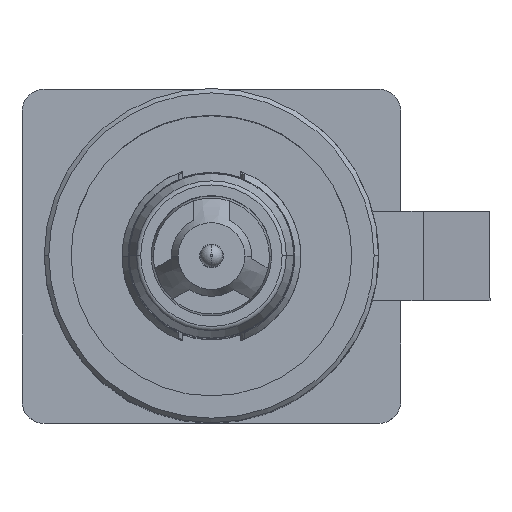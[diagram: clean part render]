
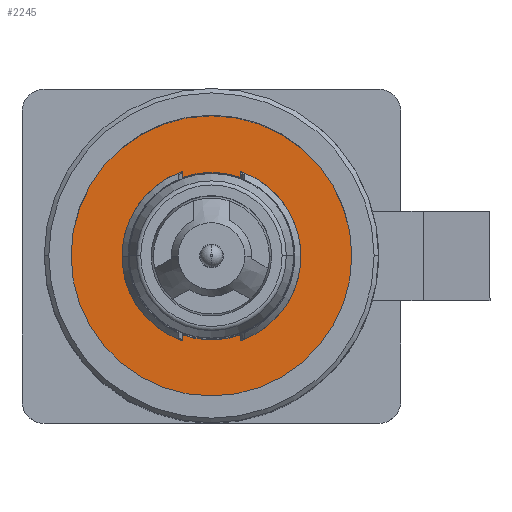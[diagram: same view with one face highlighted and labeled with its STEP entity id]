
A CAD part, top view. The second image highlights one B-rep face of the part: STEP entity #2245.
In plain terms, the highlighted planar face has unit normal (0, 0, 1).
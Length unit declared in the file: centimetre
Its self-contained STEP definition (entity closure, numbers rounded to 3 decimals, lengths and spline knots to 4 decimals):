
#299 = EDGE_CURVE ( 'NONE', #2702, #2355, #2805, .T. ) ;
#305 = AXIS2_PLACEMENT_3D ( 'NONE', #12837, #11515, #10291 ) ;
#798 = CARTESIAN_POINT ( 'NONE',  ( 0.065, 0.1902, 0.39 ) ) ;
#957 = VECTOR ( 'NONE', #14354, 100. ) ;
#999 = CARTESIAN_POINT ( 'NONE',  ( -0.315, 0., 0.39 ) ) ;
#1087 = VECTOR ( 'NONE', #15012, 100. ) ;
#1150 = CARTESIAN_POINT ( 'NONE',  ( -0.065, 0.1764, 0.39 ) ) ;
#1163 = LINE ( 'NONE', #2816, #2580 ) ;
#1362 = VERTEX_POINT ( 'NONE', #16710 ) ;
#1471 = CIRCLE ( 'NONE', #9348, 0.201 ) ;
#1501 = ORIENTED_EDGE ( 'NONE', *, *, #299, .T. ) ;
#1726 = ORIENTED_EDGE ( 'NONE', *, *, #16757, .T. ) ;
#2240 = DIRECTION ( 'NONE',  ( 0., 0., -1. ) ) ;
#2245 = ADVANCED_FACE ( 'NONE', ( #7308, #6070 ), #15101, .T. ) ;
#2355 = VERTEX_POINT ( 'NONE', #798 ) ;
#2580 = VECTOR ( 'NONE', #4061, 100. ) ;
#2585 = LINE ( 'NONE', #4915, #5304 ) ;
#2702 = VERTEX_POINT ( 'NONE', #13631 ) ;
#2739 = CARTESIAN_POINT ( 'NONE',  ( 0.065, -0.1902, 0.39 ) ) ;
#2805 = LINE ( 'NONE', #7807, #957 ) ;
#2816 = CARTESIAN_POINT ( 'NONE',  ( -0.065, -0.1764, 0.39 ) ) ;
#3062 = DIRECTION ( 'NONE',  ( -1., 0., 0. ) ) ;
#3243 = CARTESIAN_POINT ( 'NONE',  ( 0., 0., 0.39 ) ) ;
#3342 = EDGE_LOOP ( 'NONE', ( #1726, #11488 ) ) ;
#3370 = EDGE_CURVE ( 'NONE', #9546, #2702, #7295, .T. ) ;
#3547 = CARTESIAN_POINT ( 'NONE',  ( 0., 0., 0.39 ) ) ;
#3580 = CARTESIAN_POINT ( 'NONE',  ( 0.065, -0.1764, 0.39 ) ) ;
#4061 = DIRECTION ( 'NONE',  ( 0., -1., 0. ) ) ;
#4151 = ORIENTED_EDGE ( 'NONE', *, *, #16558, .T. ) ;
#4399 = CARTESIAN_POINT ( 'NONE',  ( 0., 0., 0.39 ) ) ;
#4671 = DIRECTION ( 'NONE',  ( 1., 0., 0. ) ) ;
#4867 = ORIENTED_EDGE ( 'NONE', *, *, #11423, .T. ) ;
#4915 = CARTESIAN_POINT ( 'NONE',  ( 0.065, -0.1902, 0.39 ) ) ;
#4966 = DIRECTION ( 'NONE',  ( 0., 1., 0. ) ) ;
#5304 = VECTOR ( 'NONE', #4966, 100. ) ;
#5335 = CARTESIAN_POINT ( 'NONE',  ( 0.315, 0., 0.39 ) ) ;
#5874 = CARTESIAN_POINT ( 'NONE',  ( 0., 0., 0.39 ) ) ;
#5957 = DIRECTION ( 'NONE',  ( -1., 0., 0. ) ) ;
#6070 = FACE_BOUND ( 'NONE', #9491, .T. ) ;
#6337 = ORIENTED_EDGE ( 'NONE', *, *, #11149, .F. ) ;
#6571 = DIRECTION ( 'NONE',  ( -1., 0., 0. ) ) ;
#6961 = DIRECTION ( 'NONE',  ( 0., 0., 1. ) ) ;
#7022 = AXIS2_PLACEMENT_3D ( 'NONE', #5874, #9964, #4671 ) ;
#7140 = EDGE_CURVE ( 'NONE', #9386, #9546, #16609, .T. ) ;
#7235 = CARTESIAN_POINT ( 'NONE',  ( -0.065, -0.1764, 0.39 ) ) ;
#7295 = CIRCLE ( 'NONE', #12278, 0.188 ) ;
#7308 = FACE_OUTER_BOUND ( 'NONE', #3342, .T. ) ;
#7553 = VERTEX_POINT ( 'NONE', #5335 ) ;
#7650 = VERTEX_POINT ( 'NONE', #2739 ) ;
#7807 = CARTESIAN_POINT ( 'NONE',  ( 0.065, 0.1902, 0.39 ) ) ;
#7951 = ORIENTED_EDGE ( 'NONE', *, *, #3370, .T. ) ;
#8114 = CARTESIAN_POINT ( 'NONE',  ( 0., 0., 0.39 ) ) ;
#8321 = DIRECTION ( 'NONE',  ( 0., 0., 1. ) ) ;
#8579 = CARTESIAN_POINT ( 'NONE',  ( -0.065, 0.1764, 0.39 ) ) ;
#9032 = AXIS2_PLACEMENT_3D ( 'NONE', #14998, #16718, #6571 ) ;
#9138 = CIRCLE ( 'NONE', #9032, 0.315 ) ;
#9229 = AXIS2_PLACEMENT_3D ( 'NONE', #4399, #8321, #3062 ) ;
#9348 = AXIS2_PLACEMENT_3D ( 'NONE', #8114, #6961, #10829 ) ;
#9386 = VERTEX_POINT ( 'NONE', #12155 ) ;
#9491 = EDGE_LOOP ( 'NONE', ( #16711, #14845, #4151, #4867, #6337, #14940, #7951, #1501 ) ) ;
#9546 = VERTEX_POINT ( 'NONE', #1150 ) ;
#9964 = DIRECTION ( 'NONE',  ( 0., 0., -1. ) ) ;
#10291 = DIRECTION ( 'NONE',  ( -1., 0., 0. ) ) ;
#10527 = VERTEX_POINT ( 'NONE', #999 ) ;
#10829 = DIRECTION ( 'NONE',  ( -1., 0., 0. ) ) ;
#11149 = EDGE_CURVE ( 'NONE', #9386, #1362, #13196, .T. ) ;
#11409 = CIRCLE ( 'NONE', #7022, 0.188 ) ;
#11423 = EDGE_CURVE ( 'NONE', #16981, #1362, #1163, .T. ) ;
#11488 = ORIENTED_EDGE ( 'NONE', *, *, #14520, .T. ) ;
#11515 = DIRECTION ( 'NONE',  ( 0., 0., 1. ) ) ;
#11528 = DIRECTION ( 'NONE',  ( -1., 0., 0. ) ) ;
#12155 = CARTESIAN_POINT ( 'NONE',  ( -0.065, 0.1902, 0.39 ) ) ;
#12278 = AXIS2_PLACEMENT_3D ( 'NONE', #3547, #2240, #11528 ) ;
#12837 = CARTESIAN_POINT ( 'NONE',  ( 0., 0., 0.39 ) ) ;
#12932 = CIRCLE ( 'NONE', #9229, 0.315 ) ;
#13055 = AXIS2_PLACEMENT_3D ( 'NONE', #3243, #14025, #5957 ) ;
#13196 = CIRCLE ( 'NONE', #305, 0.201 ) ;
#13558 = EDGE_CURVE ( 'NONE', #7650, #14791, #2585, .T. ) ;
#13631 = CARTESIAN_POINT ( 'NONE',  ( 0.065, 0.1764, 0.39 ) ) ;
#14025 = DIRECTION ( 'NONE',  ( 0., 0., 1. ) ) ;
#14354 = DIRECTION ( 'NONE',  ( 0., 1., 0. ) ) ;
#14520 = EDGE_CURVE ( 'NONE', #10527, #7553, #12932, .T. ) ;
#14791 = VERTEX_POINT ( 'NONE', #3580 ) ;
#14845 = ORIENTED_EDGE ( 'NONE', *, *, #13558, .T. ) ;
#14940 = ORIENTED_EDGE ( 'NONE', *, *, #7140, .T. ) ;
#14998 = CARTESIAN_POINT ( 'NONE',  ( 0., 0., 0.39 ) ) ;
#15012 = DIRECTION ( 'NONE',  ( 0., -1., 0. ) ) ;
#15101 = PLANE ( 'NONE',  #13055 ) ;
#16558 = EDGE_CURVE ( 'NONE', #14791, #16981, #11409, .T. ) ;
#16609 = LINE ( 'NONE', #8579, #1087 ) ;
#16710 = CARTESIAN_POINT ( 'NONE',  ( -0.065, -0.1902, 0.39 ) ) ;
#16711 = ORIENTED_EDGE ( 'NONE', *, *, #16892, .F. ) ;
#16718 = DIRECTION ( 'NONE',  ( 0., 0., 1. ) ) ;
#16757 = EDGE_CURVE ( 'NONE', #7553, #10527, #9138, .T. ) ;
#16892 = EDGE_CURVE ( 'NONE', #7650, #2355, #1471, .T. ) ;
#16981 = VERTEX_POINT ( 'NONE', #7235 ) ;
